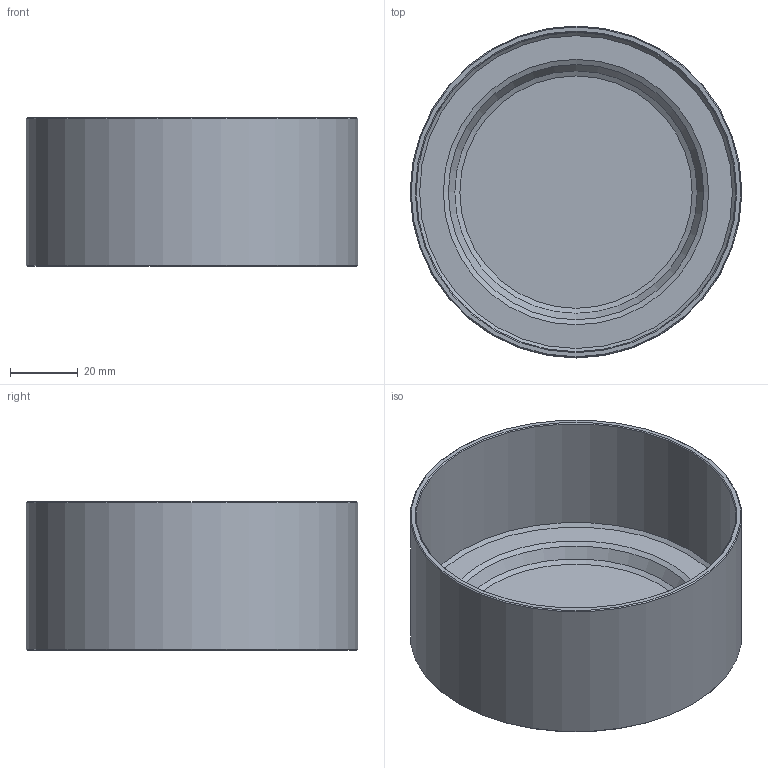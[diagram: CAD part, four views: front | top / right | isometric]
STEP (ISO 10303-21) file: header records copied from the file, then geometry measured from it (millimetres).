
FILE_DESCRIPTION(('FreeCAD Model'),'2;1');
FILE_NAME('Open CASCADE Shape Model','2025-10-04T15:27:46',(''),(''), 'Open CASCADE STEP processor 7.8','FreeCAD','Unknown');
FILE_SCHEMA(('AUTOMOTIVE_DESIGN { 1 0 10303 214 1 1 1 1 }'));
Length unit declared in the file: millimetre
Products named in the file (1): bd-simple
Bounding box: 98 x 98 x 44 mm (x, y, z)
Volume: 51793 mm3; surface area: 39812.9 mm2
Topology: 1 solids, 1 shells, 13 faces, 21 edges, 12 vertices
Faces by surface type: cone 7, plane 4, cylinder 2
Full cylindrical faces by diameter (mm): 94.4 x1, 98 x1
Entity records: 596 total; most frequent: DIRECTION 103, CARTESIAN_POINT 89, LINE 45, VECTOR 45, ORIENTED_EDGE 42, PCURVE 42, DEFINITIONAL_REPRESENTATION 42, AXIS2_PLACEMENT_3D 26
